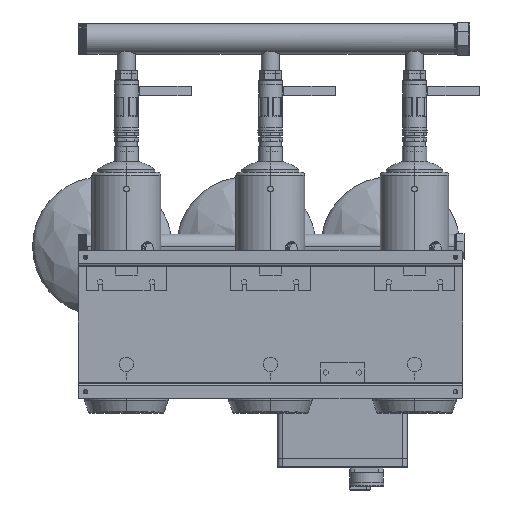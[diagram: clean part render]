
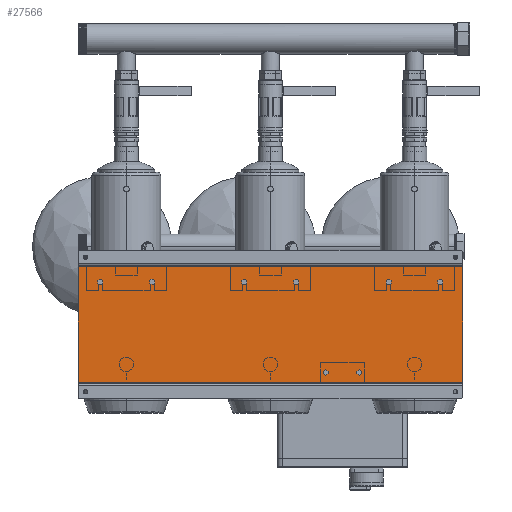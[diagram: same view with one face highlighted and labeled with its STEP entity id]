
A CAD part, front view. The second image highlights one B-rep face of the part: STEP entity #27566.
In plain terms, the highlighted planar face has unit normal (0, -1, 0).
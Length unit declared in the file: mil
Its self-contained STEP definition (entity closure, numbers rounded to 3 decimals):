
#3076 = LINE ( 'NONE', #74040, #94826 ) ;
#7984 = CARTESIAN_POINT ( 'NONE',  ( 15748.031, 2047.244, 4724.409 ) ) ;
#9381 = DIRECTION ( 'NONE',  ( 0., 0., -1. ) ) ;
#9720 = EDGE_CURVE ( 'NONE', #96382, #24395, #3076, .T. ) ;
#11173 = DIRECTION ( 'NONE',  ( 0., 1., 0. ) ) ;
#13251 = VECTOR ( 'NONE', #24558, 39370.079 ) ;
#17208 = ORIENTED_EDGE ( 'NONE', *, *, #62672, .T. ) ;
#22165 = DIRECTION ( 'NONE',  ( -1., 0., 0. ) ) ;
#24395 = VERTEX_POINT ( 'NONE', #81134 ) ;
#24558 = DIRECTION ( 'NONE',  ( -1., 0., 0. ) ) ;
#27566 = ADVANCED_FACE ( 'NONE', ( #84200 ), #83147, .F. ) ;
#31589 = LINE ( 'NONE', #46859, #56882 ) ;
#35892 = CARTESIAN_POINT ( 'NONE',  ( 15748.031, 2047.244, -4724.409 ) ) ;
#36569 = AXIS2_PLACEMENT_3D ( 'NONE', #35892, #11173, #43239 ) ;
#39392 = VERTEX_POINT ( 'NONE', #51178 ) ;
#40362 = CARTESIAN_POINT ( 'NONE',  ( 15748.031, 2047.244, 4724.409 ) ) ;
#43239 = DIRECTION ( 'NONE',  ( 1., 0., 0. ) ) ;
#44230 = ORIENTED_EDGE ( 'NONE', *, *, #9720, .T. ) ;
#46859 = CARTESIAN_POINT ( 'NONE',  ( 15748.031, 2047.244, -4724.409 ) ) ;
#47876 = EDGE_CURVE ( 'NONE', #80025, #24395, #31589, .T. ) ;
#49536 = CARTESIAN_POINT ( 'NONE',  ( -15748.031, 2047.244, 4724.409 ) ) ;
#51178 = CARTESIAN_POINT ( 'NONE',  ( 15748.031, 2047.244, 4724.409 ) ) ;
#56882 = VECTOR ( 'NONE', #22165, 39370.079 ) ;
#62672 = EDGE_CURVE ( 'NONE', #39392, #96382, #103921, .T. ) ;
#67967 = EDGE_LOOP ( 'NONE', ( #44230, #76997, #94595, #17208 ) ) ;
#71729 = VECTOR ( 'NONE', #96283, 39370.079 ) ;
#74040 = CARTESIAN_POINT ( 'NONE',  ( -15748.031, 2047.244, -4724.409 ) ) ;
#76997 = ORIENTED_EDGE ( 'NONE', *, *, #47876, .F. ) ;
#80025 = VERTEX_POINT ( 'NONE', #81942 ) ;
#81134 = CARTESIAN_POINT ( 'NONE',  ( -15748.031, 2047.244, -4724.409 ) ) ;
#81942 = CARTESIAN_POINT ( 'NONE',  ( 15748.031, 2047.244, -4724.409 ) ) ;
#83147 = PLANE ( 'NONE',  #36569 ) ;
#84200 = FACE_OUTER_BOUND ( 'NONE', #67967, .T. ) ;
#87882 = LINE ( 'NONE', #7984, #71729 ) ;
#94595 = ORIENTED_EDGE ( 'NONE', *, *, #96321, .F. ) ;
#94826 = VECTOR ( 'NONE', #9381, 39370.079 ) ;
#96283 = DIRECTION ( 'NONE',  ( 0., 0., -1. ) ) ;
#96321 = EDGE_CURVE ( 'NONE', #39392, #80025, #87882, .T. ) ;
#96382 = VERTEX_POINT ( 'NONE', #49536 ) ;
#103921 = LINE ( 'NONE', #40362, #13251 ) ;
